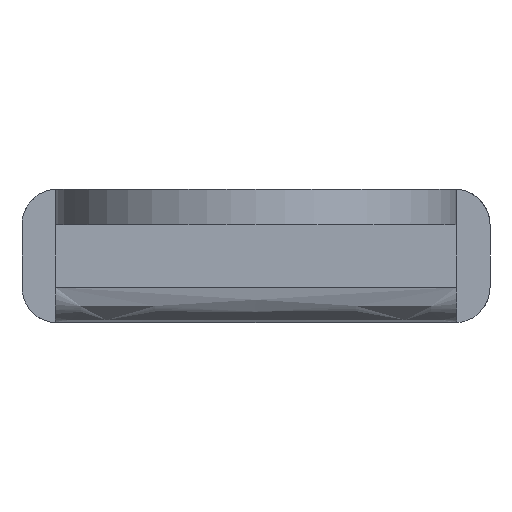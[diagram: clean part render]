
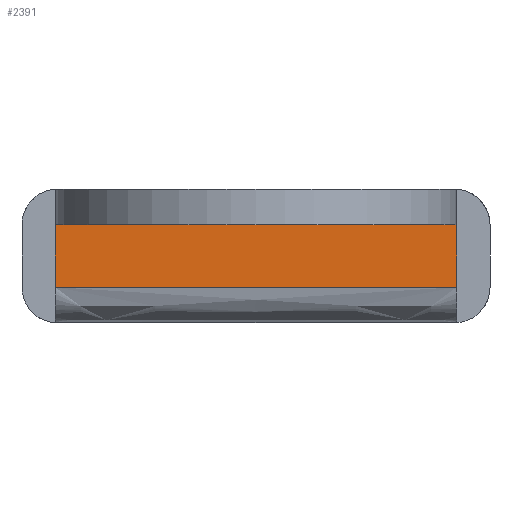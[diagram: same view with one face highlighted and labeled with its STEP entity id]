
A CAD part, left-side view. The second image highlights one B-rep face of the part: STEP entity #2391.
In plain terms, the highlighted free-form (B-spline) face has degree [1, 1] with [2, 2] control points.
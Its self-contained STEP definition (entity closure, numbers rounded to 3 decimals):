
#1401=CARTESIAN_POINT('',(-10.5,9.0,1.6));
#1402=VERTEX_POINT('',#1401);
#1403=CARTESIAN_POINT('',(-10.5,-9.0,1.6));
#1404=VERTEX_POINT('',#1403);
#1405=CARTESIAN_POINT('',(-10.5,9.0,1.6));
#1406=CARTESIAN_POINT('',(-10.5,-9.0,1.6));
#1407=QUASI_UNIFORM_CURVE('',1,(#1405,#1406),.UNSPECIFIED.,.F.,.U.);
#1408=EDGE_CURVE('',#1402,#1404,#1407,.T.);
#2115=CARTESIAN_POINT('',(-10.5,-9.0,4.4));
#2116=VERTEX_POINT('',#2115);
#2117=CARTESIAN_POINT('',(-10.5,9.0,4.4));
#2118=VERTEX_POINT('',#2117);
#2119=CARTESIAN_POINT('',(-10.5,-9.0,4.4));
#2120=CARTESIAN_POINT('',(-10.5,9.0,4.4));
#2121=QUASI_UNIFORM_CURVE('',1,(#2119,#2120),.UNSPECIFIED.,.F.,.U.);
#2122=EDGE_CURVE('',#2116,#2118,#2121,.T.);
#2372=CARTESIAN_POINT('',(-10.5,-9.899,1.46));
#2373=CARTESIAN_POINT('',(-10.5,-9.899,4.54));
#2374=CARTESIAN_POINT('',(-10.5,9.899,1.46));
#2375=CARTESIAN_POINT('',(-10.5,9.899,4.54));
#2376=B_SPLINE_SURFACE_WITH_KNOTS('',1,1,((#2372,#2374),(#2373,#2375)),.UNSPECIFIED.,.F.,.F.,.U.,(2,2),(2,2),(0.0,3.08),(0.0,19.798),.UNSPECIFIED.);
#2377=CARTESIAN_POINT('',(-10.5,9.0,4.4));
#2378=CARTESIAN_POINT('',(-10.5,9.0,1.6));
#2379=QUASI_UNIFORM_CURVE('',1,(#2377,#2378),.UNSPECIFIED.,.F.,.U.);
#2380=EDGE_CURVE('',#2118,#1402,#2379,.T.);
#2381=ORIENTED_EDGE('',*,*,#2380,.T.);
#2382=ORIENTED_EDGE('',*,*,#1408,.T.);
#2383=CARTESIAN_POINT('',(-10.5,-9.0,4.4));
#2384=CARTESIAN_POINT('',(-10.5,-9.0,1.6));
#2385=QUASI_UNIFORM_CURVE('',1,(#2383,#2384),.UNSPECIFIED.,.F.,.U.);
#2386=EDGE_CURVE('',#2116,#1404,#2385,.T.);
#2387=ORIENTED_EDGE('',*,*,#2386,.F.);
#2388=ORIENTED_EDGE('',*,*,#2122,.T.);
#2389=EDGE_LOOP('',(#2381,#2382,#2387,#2388));
#2390=FACE_OUTER_BOUND('',#2389,.T.);
#2391=ADVANCED_FACE('',(#2390),#2376,.T.);
